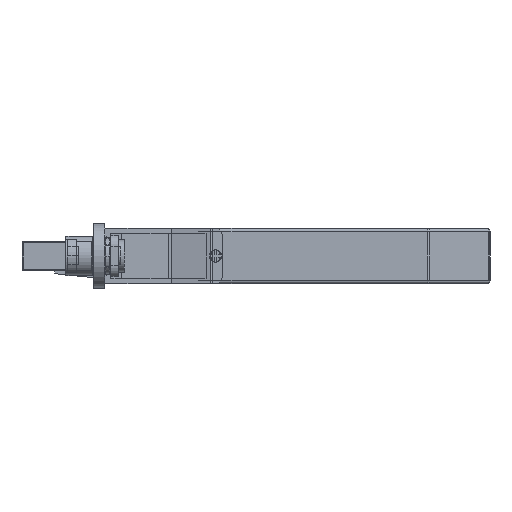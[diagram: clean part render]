
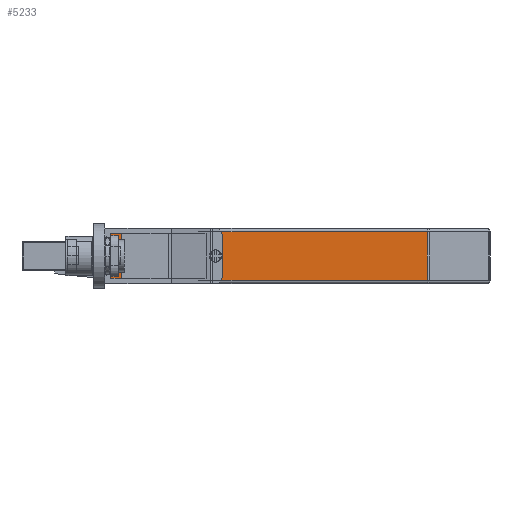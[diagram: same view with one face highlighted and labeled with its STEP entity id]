
A CAD part, front view. The second image highlights one B-rep face of the part: STEP entity #5233.
In plain terms, the highlighted face is planar.
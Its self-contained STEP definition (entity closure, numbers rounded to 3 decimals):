
#22 = EDGE_CURVE ( 'NONE', #9110, #17123, #3451, .T. ) ;
#1339 = CARTESIAN_POINT ( 'NONE',  ( 44.75, 145.3, 4.25 ) ) ;
#1725 = AXIS2_PLACEMENT_3D ( 'NONE', #4955, #4587, #10223 ) ;
#2190 = CARTESIAN_POINT ( 'NONE',  ( 44.75, 145.3, 6. ) ) ;
#2255 = VECTOR ( 'NONE', #4482, 1000. ) ;
#2271 = DIRECTION ( 'NONE',  ( 0., 0., -1. ) ) ;
#2558 = CARTESIAN_POINT ( 'NONE',  ( 103.586, 145.3, 12.75 ) ) ;
#2580 = CIRCLE ( 'NONE', #7000, 1.75 ) ;
#3309 = EDGE_LOOP ( 'NONE', ( #18069, #12361 ) ) ;
#3376 = CARTESIAN_POINT ( 'NONE',  ( 103.586, 145.3, -1.75 ) ) ;
#3451 = LINE ( 'NONE', #10655, #16549 ) ;
#4482 = DIRECTION ( 'NONE',  ( 0., 0., -1. ) ) ;
#4587 = DIRECTION ( 'NONE',  ( 0., 1., 0. ) ) ;
#4839 = EDGE_LOOP ( 'NONE', ( #14551, #13381, #15376, #10448 ) ) ;
#4855 = CARTESIAN_POINT ( 'NONE',  ( 14., 145.3, 12.75 ) ) ;
#4955 = CARTESIAN_POINT ( 'NONE',  ( 14., 145.3, -1.75 ) ) ;
#5233 = ADVANCED_FACE ( 'NONE', ( #7727, #6151 ), #16088, .T. ) ;
#5591 = AXIS2_PLACEMENT_3D ( 'NONE', #12523, #5596, #15267 ) ;
#5596 = DIRECTION ( 'NONE',  ( 0., -1., 0. ) ) ;
#6133 = LINE ( 'NONE', #4855, #6950 ) ;
#6151 = FACE_OUTER_BOUND ( 'NONE', #4839, .T. ) ;
#6950 = VECTOR ( 'NONE', #17268, 1000. ) ;
#7000 = AXIS2_PLACEMENT_3D ( 'NONE', #2190, #16435, #2271 ) ;
#7727 = FACE_BOUND ( 'NONE', #3309, .T. ) ;
#8061 = EDGE_CURVE ( 'NONE', #17123, #16196, #6133, .T. ) ;
#8091 = EDGE_CURVE ( 'NONE', #16196, #16961, #10392, .T. ) ;
#9110 = VERTEX_POINT ( 'NONE', #9330 ) ;
#9330 = CARTESIAN_POINT ( 'NONE',  ( 14., 145.3, -0.75 ) ) ;
#9410 = CARTESIAN_POINT ( 'NONE',  ( 44.75, 145.3, 7.75 ) ) ;
#9457 = EDGE_CURVE ( 'NONE', #18065, #15573, #2580, .T. ) ;
#9495 = EDGE_CURVE ( 'NONE', #16961, #9110, #10665, .T. ) ;
#10223 = DIRECTION ( 'NONE',  ( 0., 0., 1. ) ) ;
#10392 = LINE ( 'NONE', #3376, #2255 ) ;
#10448 = ORIENTED_EDGE ( 'NONE', *, *, #9495, .T. ) ;
#10655 = CARTESIAN_POINT ( 'NONE',  ( 14., 145.3, -1.75 ) ) ;
#10665 = LINE ( 'NONE', #17727, #15512 ) ;
#11272 = CARTESIAN_POINT ( 'NONE',  ( 14., 145.3, 12.75 ) ) ;
#12361 = ORIENTED_EDGE ( 'NONE', *, *, #14418, .T. ) ;
#12523 = CARTESIAN_POINT ( 'NONE',  ( 44.75, 145.3, 6. ) ) ;
#13381 = ORIENTED_EDGE ( 'NONE', *, *, #8061, .T. ) ;
#13544 = CIRCLE ( 'NONE', #5591, 1.75 ) ;
#14418 = EDGE_CURVE ( 'NONE', #15573, #18065, #13544, .T. ) ;
#14551 = ORIENTED_EDGE ( 'NONE', *, *, #22, .T. ) ;
#14669 = CARTESIAN_POINT ( 'NONE',  ( 103.586, 145.3, -0.75 ) ) ;
#15267 = DIRECTION ( 'NONE',  ( 0., 0., -1. ) ) ;
#15376 = ORIENTED_EDGE ( 'NONE', *, *, #8091, .T. ) ;
#15512 = VECTOR ( 'NONE', #17894, 1000. ) ;
#15573 = VERTEX_POINT ( 'NONE', #9410 ) ;
#16088 = PLANE ( 'NONE',  #1725 ) ;
#16196 = VERTEX_POINT ( 'NONE', #2558 ) ;
#16252 = DIRECTION ( 'NONE',  ( 0., 0., 1. ) ) ;
#16435 = DIRECTION ( 'NONE',  ( 0., -1., 0. ) ) ;
#16549 = VECTOR ( 'NONE', #16252, 1000. ) ;
#16961 = VERTEX_POINT ( 'NONE', #14669 ) ;
#17123 = VERTEX_POINT ( 'NONE', #11272 ) ;
#17268 = DIRECTION ( 'NONE',  ( 1., 0., 0. ) ) ;
#17727 = CARTESIAN_POINT ( 'NONE',  ( 14., 145.3, -0.75 ) ) ;
#17894 = DIRECTION ( 'NONE',  ( -1., 0., 0. ) ) ;
#18065 = VERTEX_POINT ( 'NONE', #1339 ) ;
#18069 = ORIENTED_EDGE ( 'NONE', *, *, #9457, .T. ) ;
